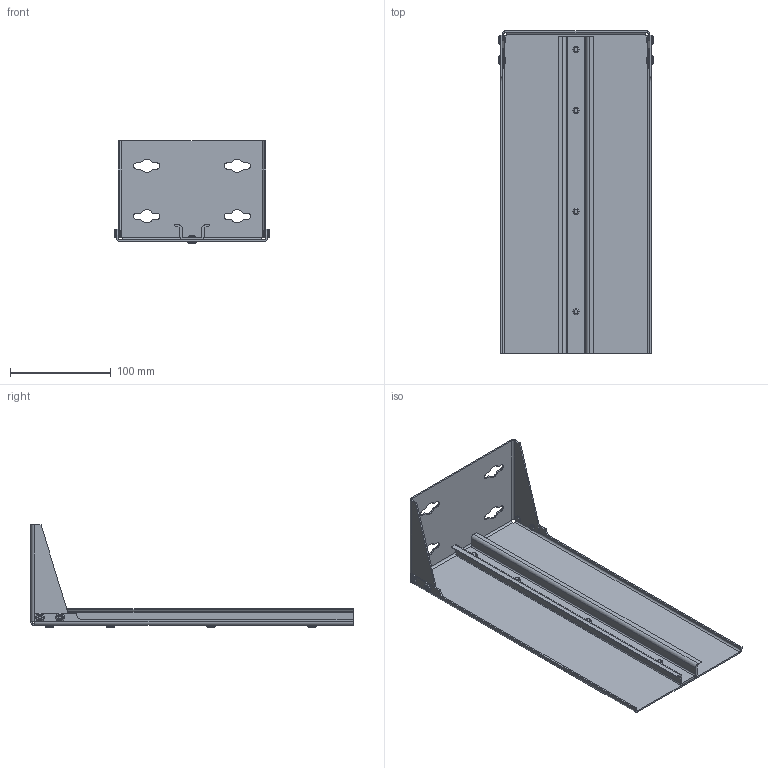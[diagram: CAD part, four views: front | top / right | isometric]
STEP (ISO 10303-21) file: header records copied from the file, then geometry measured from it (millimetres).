
FILE_DESCRIPTION(/* description */ ('Unknown'),/* implementation_level */ '2;1');
FILE_NAME(/* name */ '6EP1971-2BA10',/* time_stamp */ '2019-09-18T08:09:44+02:00',/* author */ ('Unknown'),/* organization */ ('Unknown'),/* preprocessor_version */ 'ST-DEVELOPER v16.7',/* originating_system */ 'DEX',/* authorisation */ $);
FILE_SCHEMA (('AUTOMOTIVE_DESIGN {1 0 10303 214 3 1 1}'));
Length unit declared in the file: millimetre
Products named in the file (5): C98130-A7500-C10-02; C98130-A7500-C10-XX; Hutschiene(315mmlg)DINEN50022-35X15; Blindnietvern; Blindnietkopf
Assembly tree (18 placements, depth 2):
  C98130-A7500-C10-02
    C98130-A7500-C10-XX
    Hutschiene(315mmlg)DINEN50022-35X15
    Blindnietvern  x8
    Blindnietkopf  x8
Bounding box: 153.4 x 320 x 101.7 mm (x, y, z)
Volume: 142092.1 mm3; surface area: 177187.5 mm2
Topology: 18 solids, 18 shells, 184 faces, 425 edges, 285 vertices
Faces by surface type: plane 104, cylinder 56, torus 24
Full cylindrical faces by diameter (mm): 4 x1, 4.5 x3, 6 x8, 8.4 x8
Entity records: 3795 total; most frequent: DIRECTION 652, CARTESIAN_POINT 633, ORIENTED_EDGE 596, EDGE_CURVE 298, AXIS2_PLACEMENT_3D 221, LINE 210, VECTOR 210, VERTEX_POINT 202
